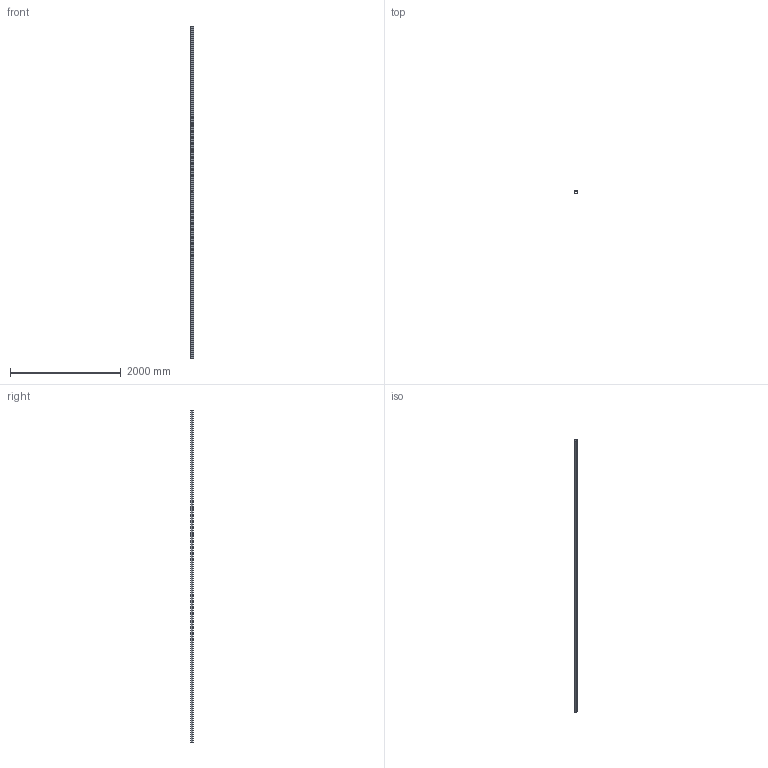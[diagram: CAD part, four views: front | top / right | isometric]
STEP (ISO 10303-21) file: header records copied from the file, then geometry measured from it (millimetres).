
FILE_DESCRIPTION (( 'STEP AP203' ), '1' );
FILE_NAME ('60334-V4A.STEP', '2021-02-09T15:56:48', ( '' ), ( '' ), 'SwSTEP 2.0', 'SolidWorks 2018', '' );
FILE_SCHEMA (( 'CONFIG_CONTROL_DESIGN' ));
Length unit declared in the file: millimetre
Products named in the file (2): 60334-V4A
Bounding box: 60.3 x 52.92 x 6000 mm (x, y, z)
Volume: 2203797.4 mm3; surface area: 2939157.7 mm2
Topology: 1 solids, 1 shells, 293 faces, 795 edges, 530 vertices
Faces by surface type: plane 165, bspline 114, cylinder 14
Entity records: 14572 total; most frequent: CARTESIAN_POINT 7774, ORIENTED_EDGE 1590, DIRECTION 957, EDGE_CURVE 795, LINE 539, VECTOR 539, VERTEX_POINT 530, EDGE_LOOP 321
